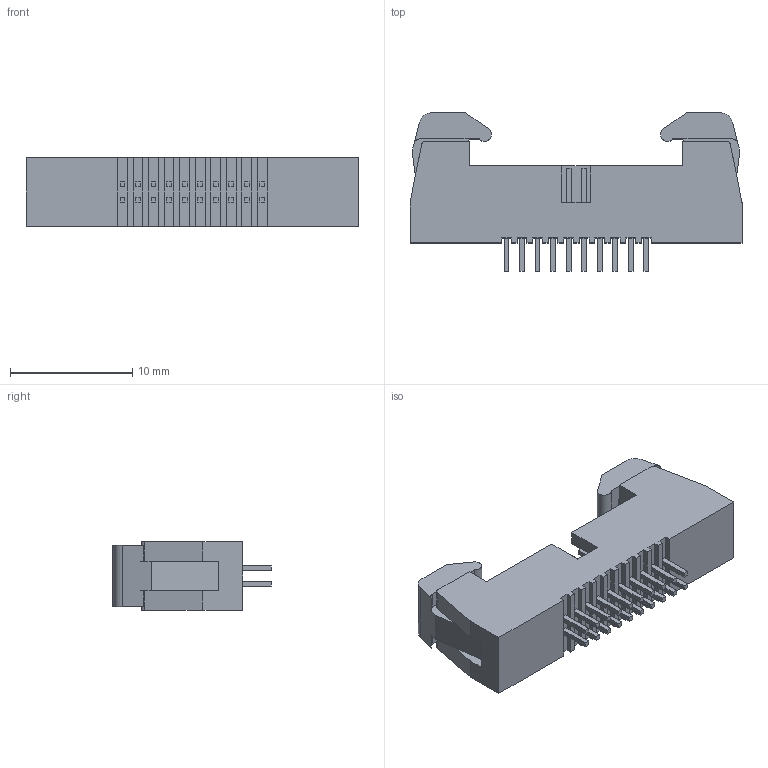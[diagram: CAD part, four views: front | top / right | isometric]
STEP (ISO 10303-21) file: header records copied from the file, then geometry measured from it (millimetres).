
FILE_DESCRIPTION((''),'2;1');
FILE_NAME('20021611-00020XXLFC','2009-07-18T',('msriniva'),('FCI - ELX Division'),'PRO/ENGINEER BY PARAMETRIC TECHNOLOGY CORPORATION, 2008010','PRO/ENGINEER BY PARAMETRIC TECHNOLOGY CORPORATION, 2008010','');
FILE_SCHEMA(('CONFIG_CONTROL_DESIGN'));
Length unit declared in the file: millimetre
Products named in the file (1): 20021611-00020XXLFC
Bounding box: 27.15 x 12.93 x 5.6 mm (x, y, z)
Volume: 967.3 mm3; surface area: 1292.1 mm2
Topology: 1 solids, 1 shells, 304 faces, 782 edges, 520 vertices
Faces by surface type: plane 288, cylinder 16
Entity records: 9104 total; most frequent: CARTESIAN_POINT 1606, ORIENTED_EDGE 1564, DIRECTION 1422, EDGE_CURVE 782, VECTOR 750, LINE 750, VERTEX_POINT 520, EDGE_LOOP 344
